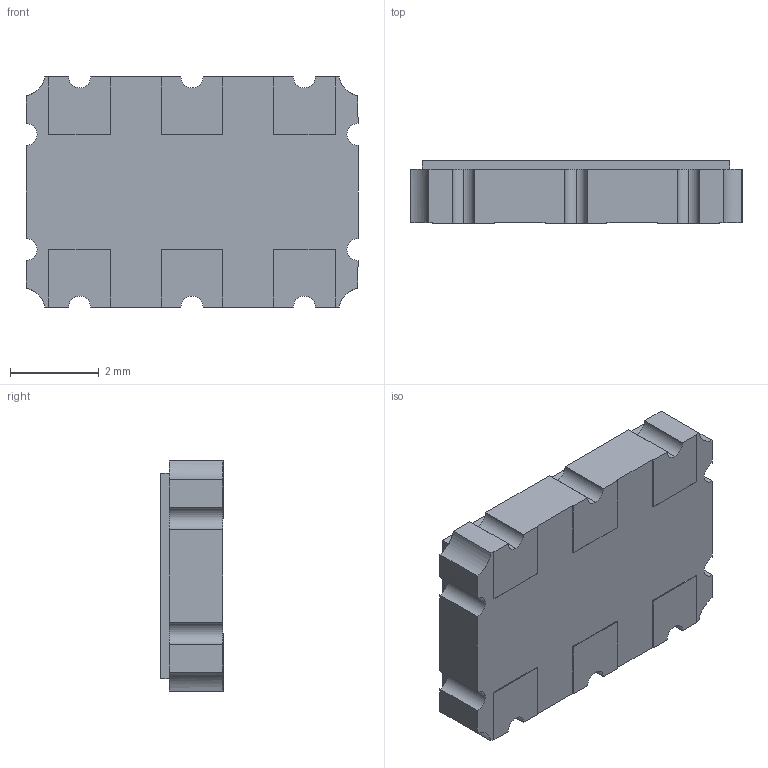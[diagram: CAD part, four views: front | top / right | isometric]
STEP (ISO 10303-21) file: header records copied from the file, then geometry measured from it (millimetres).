
FILE_DESCRIPTION (( 'STEP AP214' ), '1' );
FILE_NAME ('53F2430B-6E30-4B19-9D81-DD552EFA187C.STEP', '2024-10-16T09:05:50', ( '' ), ( '' ), 'SwSTEP 2.0', 'SolidWorks 2022', '' );
FILE_SCHEMA (( 'AUTOMOTIVE_DESIGN' ));
Length unit declared in the file: millimetre
Products named in the file (1): 53F2430B-6E30-4B19-9D81-DD552EFA187C
Bounding box: 7.5 x 1.42 x 5.2 mm (x, y, z)
Volume: 51.6 mm3; surface area: 113.2 mm2
Topology: 1 solids, 1 shells, 68 faces, 187 edges, 122 vertices
Faces by surface type: plane 49, cylinder 19
Entity records: 2931 total; most frequent: CARTESIAN_POINT 378, ORIENTED_EDGE 374, DIRECTION 367, EDGE_CURVE 187, VECTOR 145, LINE 145, VERTEX_POINT 122, AXIS2_PLACEMENT_3D 111
